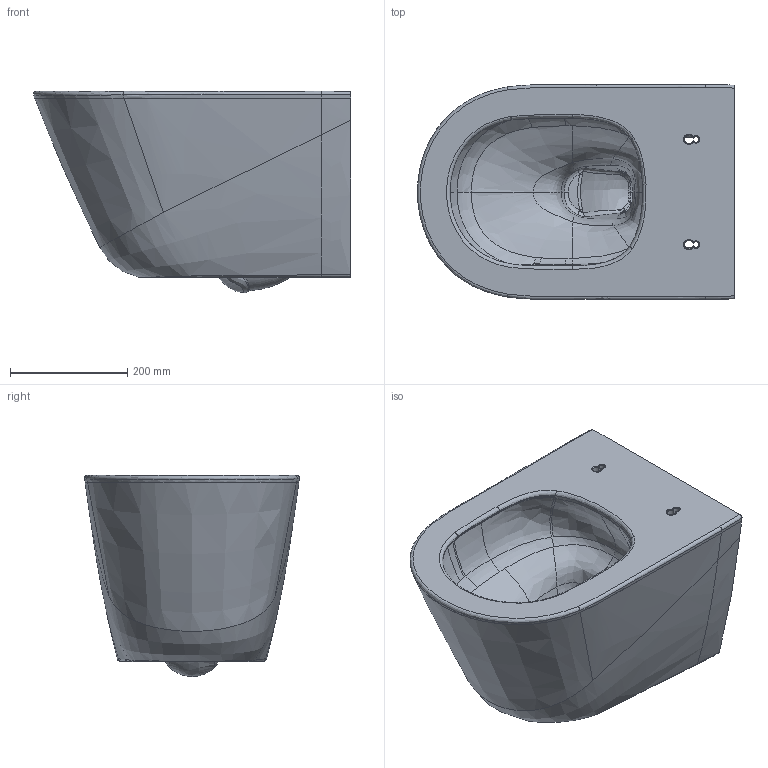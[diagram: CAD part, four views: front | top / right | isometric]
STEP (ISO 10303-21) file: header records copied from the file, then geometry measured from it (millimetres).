
FILE_DESCRIPTION((''),'2;1');
FILE_NAME('W383-PART-20200616_ASM','2020-11-30T15:18:17',('Administrator'),(''),'CREO PARAMETRIC BY PTC INC, 2018050','CREO PARAMETRIC BY PTC INC, 2018050','');
FILE_SCHEMA(('CONFIG_CONTROL_DESIGN'));
Products named in the file (3): W383-PART9; W383-XG9-T; W383-PART-20200616_ASM
Assembly tree (2 placements, depth 2):
  W383-PART-20200616_ASM
    W383-PART9
    W383-XG9-T
Bounding box: 541.76 x 367.07 x 344 mm (x, y, z)
Volume: 10949650.2 mm3; surface area: 1791801.6 mm2
Topology: 2 solids, 2 shells, 512 faces, 1363 edges, 866 vertices
Faces by surface type: bspline 348, plane 66, cylinder 40, cone 26, torus 18, extrusion 9, sphere 5
Entity records: 58315 total; most frequent: CARTESIAN_POINT 48576, ORIENTED_EDGE 2690, EDGE_CURVE 1345, B_SPLINE_CURVE_WITH_KNOTS 998, DIRECTION 884, VERTEX_POINT 839, EDGE_LOOP 528, FACE_OUTER_BOUND 512
